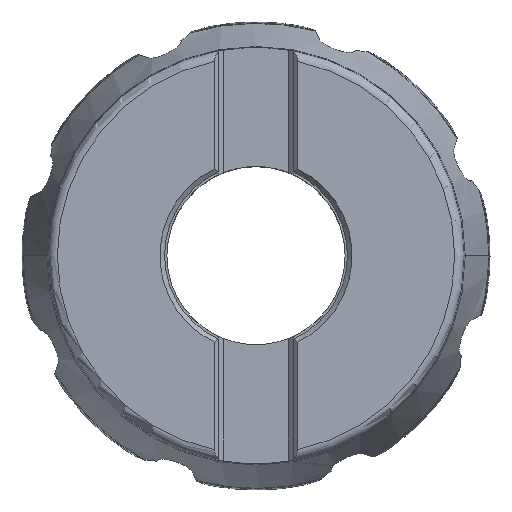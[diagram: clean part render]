
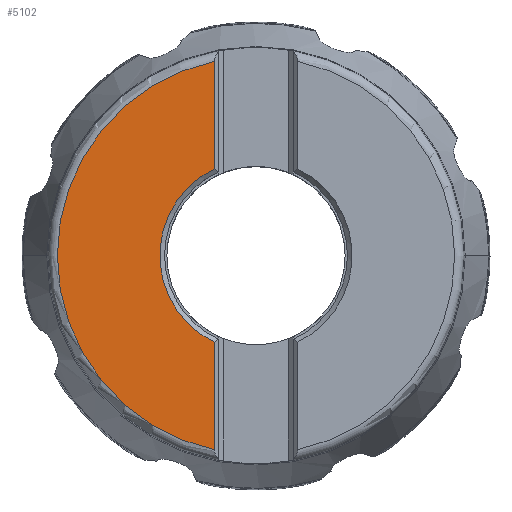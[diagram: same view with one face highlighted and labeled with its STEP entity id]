
A CAD part, top view. The second image highlights one B-rep face of the part: STEP entity #5102.
In plain terms, the highlighted planar face has unit normal (0, 0, 1).
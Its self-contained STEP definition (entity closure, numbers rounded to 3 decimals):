
#1227=LINE('',#51196,#1931);
#1228=LINE('',#51200,#1932);
#1931=VECTOR('',#22995,1.);
#1932=VECTOR('',#22998,1.);
#2784=FACE_OUTER_BOUND('',#6442,.T.);
#5102=ADVANCED_FACE('',(#2784),#5803,.T.);
#5803=PLANE('',#19893);
#6442=EDGE_LOOP('',(#10064,#10065,#10066,#10067));
#10064=ORIENTED_EDGE('',*,*,#16651,.T.);
#10065=ORIENTED_EDGE('',*,*,#16652,.F.);
#10066=ORIENTED_EDGE('',*,*,#16653,.T.);
#10067=ORIENTED_EDGE('',*,*,#16650,.F.);
#14199=VERTEX_POINT('',#51186);
#14200=VERTEX_POINT('',#51193);
#14201=VERTEX_POINT('',#51197);
#14202=VERTEX_POINT('',#51199);
#16650=EDGE_CURVE('',#14200,#14199,#18246,.T.);
#16651=EDGE_CURVE('',#14200,#14201,#1227,.T.);
#16652=EDGE_CURVE('',#14202,#14201,#18247,.T.);
#16653=EDGE_CURVE('',#14202,#14199,#1228,.T.);
#18246=CIRCLE('',#19890,20.55);
#18247=CIRCLE('',#19892,42.45);
#19890=AXIS2_PLACEMENT_3D('',#51194,#22991,#22992);
#19892=AXIS2_PLACEMENT_3D('',#51198,#22996,#22997);
#19893=AXIS2_PLACEMENT_3D('',#51201,#22999,#23000);
#22991=DIRECTION('',(0.,0.,1.));
#22992=DIRECTION('',(-0.435,0.9,0.));
#22995=DIRECTION('',(0.,1.,0.));
#22996=DIRECTION('',(0.,0.,-1.));
#22997=DIRECTION('',(-0.211,-0.978,0.));
#22998=DIRECTION('',(0.,1.,0.));
#22999=DIRECTION('',(0.,0.,1.));
#23000=DIRECTION('',(-1.,0.,0.));
#51186=CARTESIAN_POINT('',(-8.938,-18.505,0.));
#51193=CARTESIAN_POINT('',(-8.938,18.505,0.));
#51194=CARTESIAN_POINT('',(0.,0.,0.));
#51196=CARTESIAN_POINT('',(-8.938,18.505,0.));
#51197=CARTESIAN_POINT('',(-8.937,41.498,0.));
#51198=CARTESIAN_POINT('',(0.,0.,0.));
#51199=CARTESIAN_POINT('',(-8.938,-41.498,0.));
#51200=CARTESIAN_POINT('',(-8.938,-41.498,0.));
#51201=CARTESIAN_POINT('',(-25.695,0.,0.));
